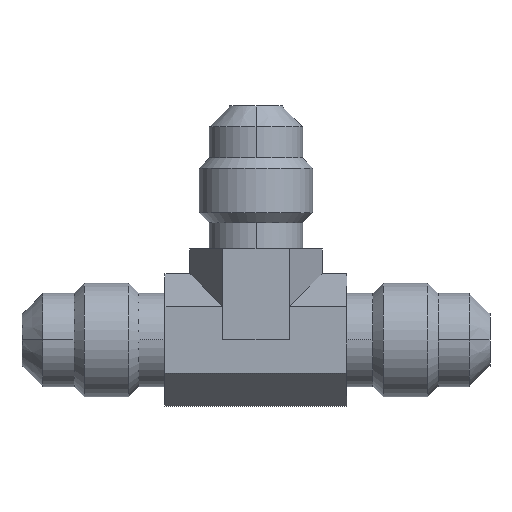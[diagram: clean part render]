
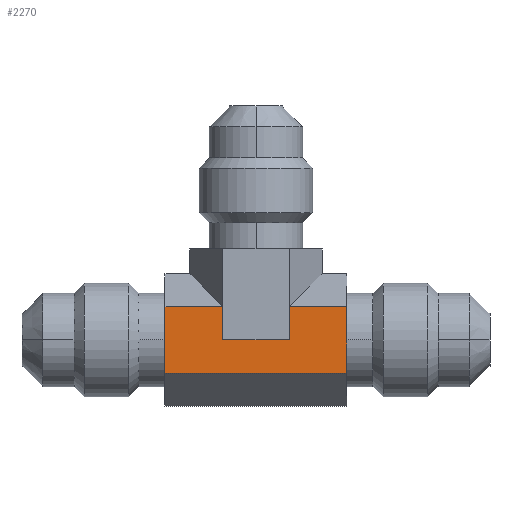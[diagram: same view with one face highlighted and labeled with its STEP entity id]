
A CAD part, left-side view. The second image highlights one B-rep face of the part: STEP entity #2270.
In plain terms, the highlighted planar face has unit normal (-1, 0, 0).
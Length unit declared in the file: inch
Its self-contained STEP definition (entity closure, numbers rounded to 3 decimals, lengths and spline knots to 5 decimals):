
#259=DIRECTION('',(0.,1.,0.));
#260=VECTOR('',#259,0.22226);
#261=CARTESIAN_POINT('',(-0.21875,0.12774,0.12774));
#262=LINE('',#261,#260);
#273=DIRECTION('',(0.,1.,0.));
#274=VECTOR('',#273,0.22226);
#275=CARTESIAN_POINT('',(-0.21875,-0.35,0.12774));
#276=LINE('',#275,#274);
#985=DIRECTION('',(0.,0.,1.));
#986=VECTOR('',#985,0.25548);
#987=CARTESIAN_POINT('',(-0.21875,-0.35,-0.12774));
#988=LINE('',#987,#986);
#992=DIRECTION('',(0.,1.,0.));
#993=VECTOR('',#992,0.7);
#994=CARTESIAN_POINT('',(-0.21875,-0.35,-0.12774));
#995=LINE('',#994,#993);
#999=DIRECTION('',(0.,0.,1.));
#1000=VECTOR('',#999,0.25548);
#1001=CARTESIAN_POINT('',(-0.21875,0.35,-0.12774));
#1002=LINE('',#1001,#1000);
#1006=DIRECTION('',(0.,0.,-1.));
#1007=VECTOR('',#1006,0.12774);
#1008=CARTESIAN_POINT('',(-0.21875,0.12774,0.12774));
#1009=LINE('',#1008,#1007);
#1013=DIRECTION('',(0.,1.,0.));
#1014=VECTOR('',#1013,0.25548);
#1015=CARTESIAN_POINT('',(-0.21875,-0.12774,0.));
#1016=LINE('',#1015,#1014);
#1020=DIRECTION('',(0.,0.,-1.));
#1021=VECTOR('',#1020,0.12774);
#1022=CARTESIAN_POINT('',(-0.21875,-0.12774,0.12774));
#1023=LINE('',#1022,#1021);
#1284=CARTESIAN_POINT('',(-0.21875,-0.12774,0.12774));
#1286=VERTEX_POINT('',#1284);
#1288=CARTESIAN_POINT('',(-0.21875,0.12774,0.12774));
#1290=VERTEX_POINT('',#1288);
#1300=CARTESIAN_POINT('',(-0.21875,0.35,0.12774));
#1302=VERTEX_POINT('',#1300);
#1310=CARTESIAN_POINT('',(-0.21875,0.35,-0.12774));
#1311=VERTEX_POINT('',#1310);
#1348=CARTESIAN_POINT('',(-0.21875,-0.35,0.12774));
#1350=VERTEX_POINT('',#1348);
#1358=CARTESIAN_POINT('',(-0.21875,-0.35,-0.12774));
#1359=VERTEX_POINT('',#1358);
#1458=CARTESIAN_POINT('',(-0.21875,-0.12774,0.));
#1459=CARTESIAN_POINT('',(-0.21875,0.12774,0.));
#1460=VERTEX_POINT('',#1458);
#1461=VERTEX_POINT('',#1459);
#2255=CARTESIAN_POINT('',(-0.21875,-0.9,-0.12774));
#2256=DIRECTION('',(-1.,0.,0.));
#2257=DIRECTION('',(0.,0.,1.));
#2258=AXIS2_PLACEMENT_3D('',#2255,#2256,#2257);
#2259=PLANE('',#2258);
#2260=ORIENTED_EDGE('',*,*,#1605,.F.);
#2261=ORIENTED_EDGE('',*,*,#2250,.T.);
#2262=ORIENTED_EDGE('',*,*,#1651,.T.);
#2263=ORIENTED_EDGE('',*,*,#1625,.F.);
#2264=ORIENTED_EDGE('',*,*,#2140,.T.);
#2265=ORIENTED_EDGE('',*,*,#2178,.F.);
#2266=ORIENTED_EDGE('',*,*,#2071,.F.);
#2267=ORIENTED_EDGE('',*,*,#1636,.F.);
#2268=EDGE_LOOP('',(#2260,#2261,#2262,#2263,#2264,#2265,#2266,#2267));
#2269=FACE_OUTER_BOUND('',#2268,.F.);
#2270=ADVANCED_FACE('',(#2269),#2259,.T.);
#1605=EDGE_CURVE('',#1359,#1350,#988,.T.);
#1625=EDGE_CURVE('',#1290,#1302,#262,.T.);
#1636=EDGE_CURVE('',#1350,#1286,#276,.T.);
#1651=EDGE_CURVE('',#1311,#1302,#1002,.T.);
#2071=EDGE_CURVE('',#1286,#1460,#1023,.T.);
#2140=EDGE_CURVE('',#1290,#1461,#1009,.T.);
#2178=EDGE_CURVE('',#1460,#1461,#1016,.T.);
#2250=EDGE_CURVE('',#1359,#1311,#995,.T.);
